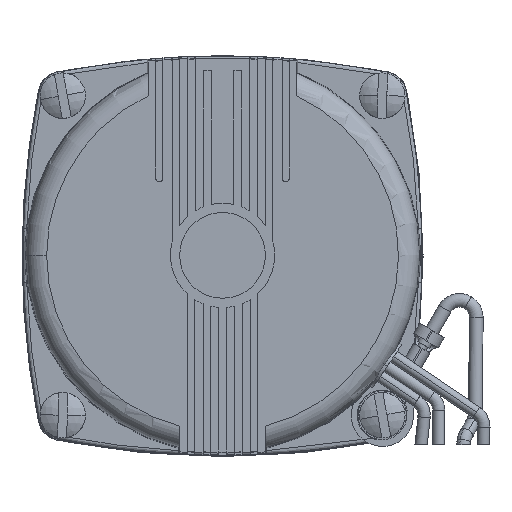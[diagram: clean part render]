
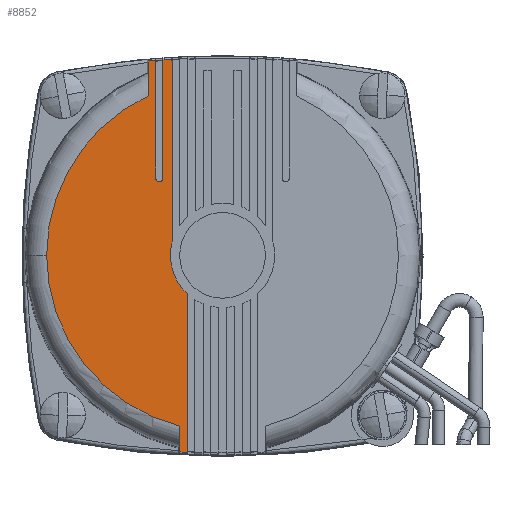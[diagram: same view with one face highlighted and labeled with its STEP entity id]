
A CAD part, top view. The second image highlights one B-rep face of the part: STEP entity #8852.
In plain terms, the highlighted planar face has unit normal (0, 0, 1).
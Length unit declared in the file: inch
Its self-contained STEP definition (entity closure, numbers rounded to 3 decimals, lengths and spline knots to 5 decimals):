
#199 = CARTESIAN_POINT ( 'NONE',  ( -0.398, 0.4595, 2.195 ) ) ;
#407 = ORIENTED_EDGE ( 'NONE', *, *, #15407, .F. ) ;
#449 = ORIENTED_EDGE ( 'NONE', *, *, #17949, .T. ) ;
#773 = DIRECTION ( 'NONE',  ( 0., -1., 0. ) ) ;
#1428 = CARTESIAN_POINT ( 'NONE',  ( -0.21, -0.22804, 2.195 ) ) ;
#1475 = ORIENTED_EDGE ( 'NONE', *, *, #12498, .T. ) ;
#1608 = VECTOR ( 'NONE', #19755, 39.37008 ) ;
#1670 = AXIS2_PLACEMENT_3D ( 'NONE', #5389, #14823, #3833 ) ;
#1887 = VECTOR ( 'NONE', #2379, 39.37008 ) ;
#2061 = AXIS2_PLACEMENT_3D ( 'NONE', #8887, #9001, #17083 ) ;
#2183 = AXIS2_PLACEMENT_3D ( 'NONE', #17638, #17686, #17690 ) ;
#2184 = VECTOR ( 'NONE', #7078, 39.37008 ) ;
#2366 = CARTESIAN_POINT ( 'NONE',  ( -0.2995, 1.16605, 2.195 ) ) ;
#2379 = DIRECTION ( 'NONE',  ( 0., -1., 0. ) ) ;
#2512 = DIRECTION ( 'NONE',  ( 0., 1., 0. ) ) ;
#2642 = PLANE ( 'NONE',  #2061 ) ;
#2644 = CARTESIAN_POINT ( 'NONE',  ( -0.354, 1.16247, 2.195 ) ) ;
#2773 = CIRCLE ( 'NONE', #17252, 1.04586 ) ;
#2882 = EDGE_LOOP ( 'NONE', ( #15604, #9075, #407, #17483, #1475, #3010, #19255, #8047, #449, #18980, #3421, #12830, #16743 ) ) ;
#3010 = ORIENTED_EDGE ( 'NONE', *, *, #11913, .T. ) ;
#3390 = CARTESIAN_POINT ( 'NONE',  ( -0.44119, 1.1555, 2.195 ) ) ;
#3421 = ORIENTED_EDGE ( 'NONE', *, *, #19480, .T. ) ;
#3424 = VERTEX_POINT ( 'NONE', #7806 ) ;
#3597 = CARTESIAN_POINT ( 'NONE',  ( -0.2995, 1.16605, 2.195 ) ) ;
#3627 = DIRECTION ( 'NONE',  ( 0., 0., 1. ) ) ;
#3770 = CARTESIAN_POINT ( 'NONE',  ( 0., 0., 2.195 ) ) ;
#3791 = DIRECTION ( 'NONE',  ( 1., 0., 0. ) ) ;
#3819 = EDGE_CURVE ( 'NONE', #18430, #20147, #15681, .T. ) ;
#3833 = DIRECTION ( 'NONE',  ( -1., 0., 0. ) ) ;
#3845 = EDGE_CURVE ( 'NONE', #19901, #3424, #20119, .T. ) ;
#5389 = CARTESIAN_POINT ( 'NONE',  ( 0., 0., 2.195 ) ) ;
#5518 = CARTESIAN_POINT ( 'NONE',  ( -0.25319, -1.01474, 2.195 ) ) ;
#6381 = VERTEX_POINT ( 'NONE', #15047 ) ;
#6399 = VECTOR ( 'NONE', #2512, 39.37008 ) ;
#6830 = B_SPLINE_CURVE_WITH_KNOTS ( 'NONE', 3,
 ( #3597, #20214, #12918, #15946 ),
 .UNSPECIFIED., .F., .F.,
 ( 4, 4 ),
 ( 0.01883, 0.02021 ),
 .UNSPECIFIED. ) ;
#6844 = VERTEX_POINT ( 'NONE', #7138 ) ;
#7078 = DIRECTION ( 'NONE',  ( 0., -1., 0. ) ) ;
#7138 = CARTESIAN_POINT ( 'NONE',  ( -0.398, 1.15915, 2.195 ) ) ;
#7285 = CARTESIAN_POINT ( 'NONE',  ( -0.398, 0., 2.195 ) ) ;
#7410 = VERTEX_POINT ( 'NONE', #18234 ) ;
#7616 = CARTESIAN_POINT ( 'NONE',  ( 0., 0., 2.195 ) ) ;
#7806 = CARTESIAN_POINT ( 'NONE',  ( -0.2995, 0.08, 2.195 ) ) ;
#7848 = CARTESIAN_POINT ( 'NONE',  ( -0.4124, 1.158, 2.195 ) ) ;
#7865 = CARTESIAN_POINT ( 'NONE',  ( -0.4268, 1.15678, 2.195 ) ) ;
#7966 = CARTESIAN_POINT ( 'NONE',  ( -0.398, 1.15915, 2.195 ) ) ;
#8047 = ORIENTED_EDGE ( 'NONE', *, *, #14791, .F. ) ;
#8092 = CARTESIAN_POINT ( 'NONE',  ( -0.44119, 1.1555, 2.195 ) ) ;
#8183 = CARTESIAN_POINT ( 'NONE',  ( -0.44119, 0.94824, 2.195 ) ) ;
#8852 = ADVANCED_FACE ( 'NONE', ( #9651 ), #2642, .F. ) ;
#8887 = CARTESIAN_POINT ( 'NONE',  ( -1.9075, 1.9075, 2.195 ) ) ;
#9001 = DIRECTION ( 'NONE',  ( 0., 0., -1. ) ) ;
#9027 = LINE ( 'NONE', #20335, #1887 ) ;
#9075 = ORIENTED_EDGE ( 'NONE', *, *, #11133, .F. ) ;
#9211 = VERTEX_POINT ( 'NONE', #5518 ) ;
#9226 = EDGE_CURVE ( 'NONE', #11326, #9211, #12744, .T. ) ;
#9651 = FACE_OUTER_BOUND ( 'NONE', #2882, .T. ) ;
#10531 = CARTESIAN_POINT ( 'NONE',  ( -0.354, 0., 2.195 ) ) ;
#11133 = EDGE_CURVE ( 'NONE', #15647, #16213, #9027, .T. ) ;
#11326 = VERTEX_POINT ( 'NONE', #15233 ) ;
#11913 = EDGE_CURVE ( 'NONE', #15496, #6381, #15501, .T. ) ;
#12092 = LINE ( 'NONE', #19634, #1608 ) ;
#12498 = EDGE_CURVE ( 'NONE', #19901, #15496, #6830, .T. ) ;
#12744 = CIRCLE ( 'NONE', #1670, 1.04586 ) ;
#12830 = ORIENTED_EDGE ( 'NONE', *, *, #9226, .T. ) ;
#12906 = AXIS2_PLACEMENT_3D ( 'NONE', #3770, #3627, #3791 ) ;
#12918 = CARTESIAN_POINT ( 'NONE',  ( -0.33584, 1.16376, 2.195 ) ) ;
#13195 = DIRECTION ( 'NONE',  ( 0., 0., 1. ) ) ;
#13246 = B_SPLINE_CURVE_WITH_KNOTS ( 'NONE', 3,
 ( #7966, #7848, #7865, #8092 ),
 .UNSPECIFIED., .F., .F.,
 ( 4, 4 ),
 ( 0.02133, 0.02243 ),
 .UNSPECIFIED. ) ;
#13386 = VECTOR ( 'NONE', #14615, 39.37008 ) ;
#13927 = LINE ( 'NONE', #7285, #2184 ) ;
#14040 = DIRECTION ( 'NONE',  ( -1., 0., 0. ) ) ;
#14582 = B_SPLINE_CURVE_WITH_KNOTS ( 'NONE', 3,
 ( #15888, #16173, #15771, #15797 ),
 .UNSPECIFIED., .F., .F.,
 ( 4, 4 ),
 ( 0., 0.0011 ),
 .UNSPECIFIED. ) ;
#14615 = DIRECTION ( 'NONE',  ( 0., -1., 0. ) ) ;
#14791 = EDGE_CURVE ( 'NONE', #6844, #15793, #13927, .T. ) ;
#14823 = DIRECTION ( 'NONE',  ( 0., 0., 1. ) ) ;
#15047 = CARTESIAN_POINT ( 'NONE',  ( -0.354, 0.4595, 2.195 ) ) ;
#15066 = CIRCLE ( 'NONE', #12906, 0.31 ) ;
#15233 = CARTESIAN_POINT ( 'NONE',  ( -1.04586, 0., 2.195 ) ) ;
#15407 = EDGE_CURVE ( 'NONE', #3424, #15647, #15066, .T. ) ;
#15496 = VERTEX_POINT ( 'NONE', #2644 ) ;
#15501 = LINE ( 'NONE', #10531, #18210 ) ;
#15604 = ORIENTED_EDGE ( 'NONE', *, *, #19081, .T. ) ;
#15647 = VERTEX_POINT ( 'NONE', #1428 ) ;
#15681 = LINE ( 'NONE', #15706, #6399 ) ;
#15706 = CARTESIAN_POINT ( 'NONE',  ( -0.44119, 1.9075, 2.195 ) ) ;
#15771 = CARTESIAN_POINT ( 'NONE',  ( -0.2244, -1.17002, 2.195 ) ) ;
#15793 = VERTEX_POINT ( 'NONE', #199 ) ;
#15797 = CARTESIAN_POINT ( 'NONE',  ( -0.21, -1.17062, 2.195 ) ) ;
#15870 = EDGE_CURVE ( 'NONE', #7410, #9211, #12092, .T. ) ;
#15888 = CARTESIAN_POINT ( 'NONE',  ( -0.25319, -1.16862, 2.195 ) ) ;
#15915 = CIRCLE ( 'NONE', #2183, 0.022 ) ;
#15946 = CARTESIAN_POINT ( 'NONE',  ( -0.354, 1.16247, 2.195 ) ) ;
#16173 = CARTESIAN_POINT ( 'NONE',  ( -0.2388, -1.16935, 2.195 ) ) ;
#16202 = EDGE_CURVE ( 'NONE', #6381, #15793, #15915, .T. ) ;
#16213 = VERTEX_POINT ( 'NONE', #17573 ) ;
#16743 = ORIENTED_EDGE ( 'NONE', *, *, #15870, .F. ) ;
#17083 = DIRECTION ( 'NONE',  ( -1., 0., 0. ) ) ;
#17252 = AXIS2_PLACEMENT_3D ( 'NONE', #7616, #13195, #14040 ) ;
#17483 = ORIENTED_EDGE ( 'NONE', *, *, #3845, .F. ) ;
#17573 = CARTESIAN_POINT ( 'NONE',  ( -0.21, -1.17062, 2.195 ) ) ;
#17638 = CARTESIAN_POINT ( 'NONE',  ( -0.376, 0.4595, 2.195 ) ) ;
#17686 = DIRECTION ( 'NONE',  ( 0., 0., -1. ) ) ;
#17690 = DIRECTION ( 'NONE',  ( 1., 0., 0. ) ) ;
#17949 = EDGE_CURVE ( 'NONE', #6844, #20147, #13246, .T. ) ;
#18210 = VECTOR ( 'NONE', #773, 39.37008 ) ;
#18234 = CARTESIAN_POINT ( 'NONE',  ( -0.25319, -1.16862, 2.195 ) ) ;
#18430 = VERTEX_POINT ( 'NONE', #8183 ) ;
#18980 = ORIENTED_EDGE ( 'NONE', *, *, #3819, .F. ) ;
#19081 = EDGE_CURVE ( 'NONE', #7410, #16213, #14582, .T. ) ;
#19255 = ORIENTED_EDGE ( 'NONE', *, *, #16202, .T. ) ;
#19480 = EDGE_CURVE ( 'NONE', #18430, #11326, #2773, .T. ) ;
#19634 = CARTESIAN_POINT ( 'NONE',  ( -0.25319, 1.9075, 2.195 ) ) ;
#19755 = DIRECTION ( 'NONE',  ( 0., 1., 0. ) ) ;
#19901 = VERTEX_POINT ( 'NONE', #2366 ) ;
#20119 = LINE ( 'NONE', #20215, #13386 ) ;
#20147 = VERTEX_POINT ( 'NONE', #3390 ) ;
#20214 = CARTESIAN_POINT ( 'NONE',  ( -0.31767, 1.16495, 2.195 ) ) ;
#20215 = CARTESIAN_POINT ( 'NONE',  ( -0.2995, 0., 2.195 ) ) ;
#20335 = CARTESIAN_POINT ( 'NONE',  ( -0.21, -0.22804, 2.195 ) ) ;
